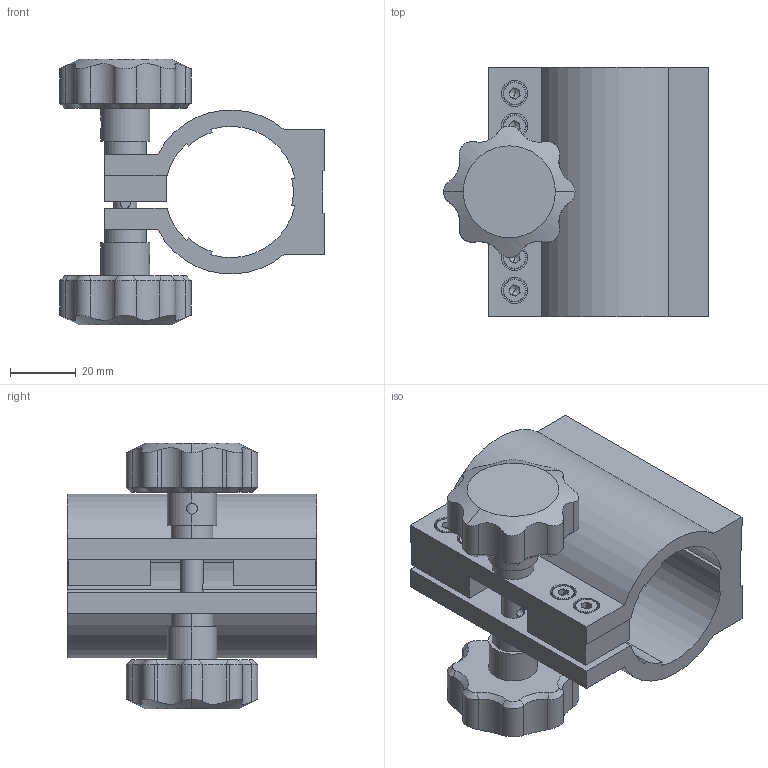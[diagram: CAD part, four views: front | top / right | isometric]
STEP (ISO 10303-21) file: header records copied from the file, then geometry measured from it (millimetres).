
FILE_DESCRIPTION (( 'STEP AP203' ), '1' );
FILE_NAME ('07RCP-1M.STEP', '2016-04-25T03:27:13', ( '' ), ( '' ), 'SwSTEP 2.0', 'SolidWorks 2016', '' );
FILE_SCHEMA (( 'CONFIG_CONTROL_DESIGN' ));
Length unit declared in the file: millimetre
Products named in the file (1): 07RCP-1M
Bounding box: 80.6 x 76 x 81 mm (x, y, z)
Volume: 124724.1 mm3; surface area: 46536.8 mm2
Topology: 12 solids, 12 shells, 353 faces, 833 edges, 499 vertices
Faces by surface type: cylinder 141, plane 112, cone 84, torus 16
Entity records: 10772 total; most frequent: CARTESIAN_POINT 2558, DIRECTION 1787, ORIENTED_EDGE 1614, EDGE_CURVE 807, AXIS2_PLACEMENT_3D 700, VERTEX_POINT 499, EDGE_LOOP 402, LINE 387
